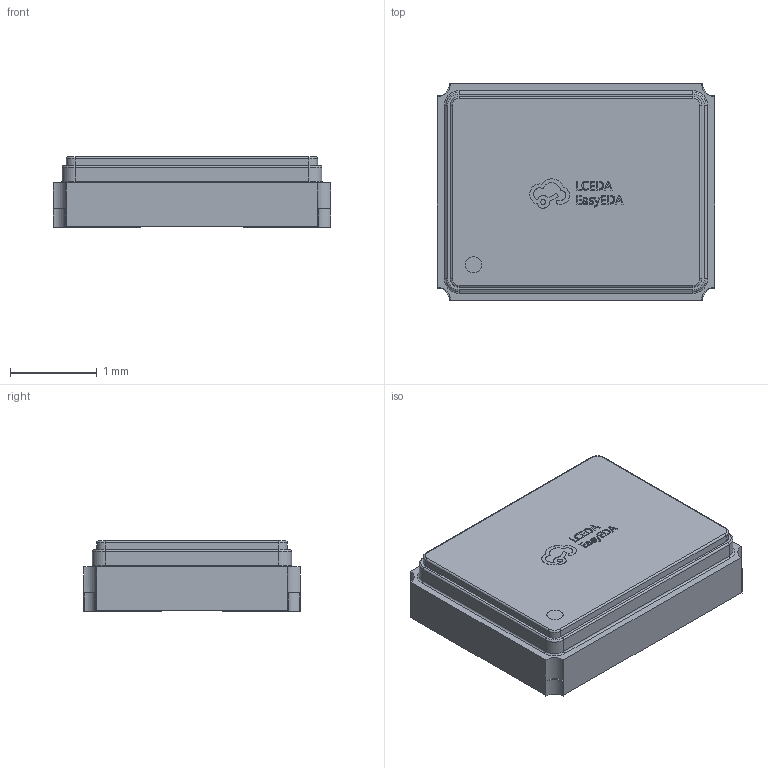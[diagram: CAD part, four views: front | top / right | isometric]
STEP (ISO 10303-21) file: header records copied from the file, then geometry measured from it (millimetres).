
FILE_DESCRIPTION(('FreeCAD Model'),'2;1');
FILE_NAME('Open CASCADE Shape Model','2024-06-12T09:59:49',('Author'),( ''),'Open CASCADE STEP processor 7.5','FreeCAD','Unknown');
FILE_SCHEMA(('AUTOMOTIVE_DESIGN { 1 0 10303 214 1 1 1 1 }'));
Length unit declared in the file: millimetre
Products named in the file (4): PCBModel; EKyM-X1; OSC-SMD_4P-L3.2-W2.5-BL; SOLID
Assembly tree (3 placements, depth 4):
  PCBModel
    EKyM-X1
      OSC-SMD_4P-L3.2-W2.5-BL
        SOLID
Bounding box: 3.2 x 2.5 x 0.81 mm (x, y, z)
Volume: 6 mm3; surface area: 24.4 mm2
Topology: 1 solids, 1 shells, 376 faces, 1011 edges, 666 vertices
Faces by surface type: plane 222, bspline 112, cylinder 30, torus 12
Entity records: 29096 total; most frequent: CARTESIAN_POINT 7499, DIRECTION 2952, LINE 2225, VECTOR 2225, ORIENTED_EDGE 2022, PCURVE 2022, DEFINITIONAL_REPRESENTATION 2022, EDGE_CURVE 1011
